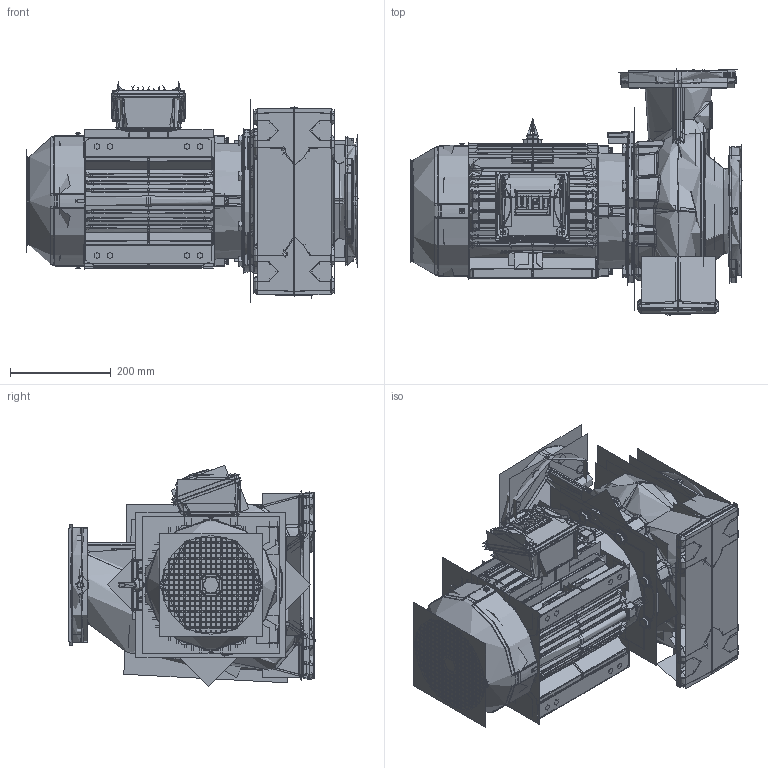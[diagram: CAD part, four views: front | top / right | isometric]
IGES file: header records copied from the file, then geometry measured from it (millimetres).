
Start section:  PTC IGES file: 87131784-00_asm.igs
Global section: file name: 87131784-00_asm.igs; native system: Creo Parametric by PTC Inc.; preprocessor: 2019224; author: santl04; organization: Unknown; date: 20210128.095244; units: millimetre
Bounding box: 658.25 x 490.86 x 438.57 mm (x, y, z)
Volume: 117300881.7 mm3; surface area: 33816342.8 mm2
Topology: 28 solids, 33 shells, 12632 faces, 69127 edges, 91032 vertices
Faces by surface type: bspline 10262, revolution 2370
